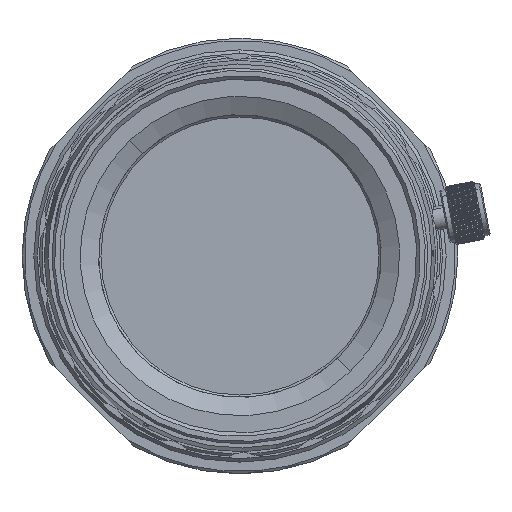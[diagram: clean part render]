
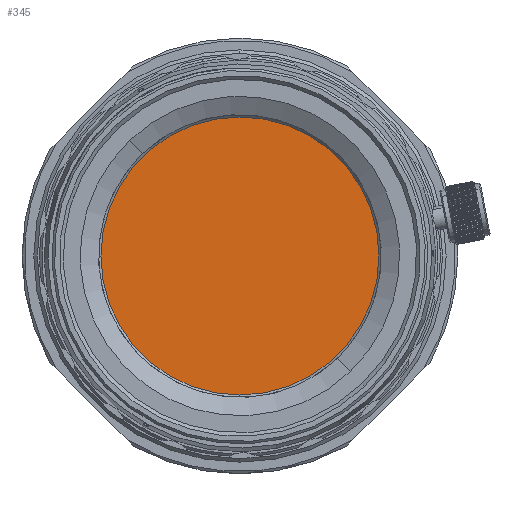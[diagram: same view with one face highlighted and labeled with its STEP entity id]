
A CAD part, left-side view. The second image highlights one B-rep face of the part: STEP entity #345.
In plain terms, the highlighted planar face has unit normal (-1, 0, 0).
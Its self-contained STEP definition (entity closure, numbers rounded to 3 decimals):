
#345 = ADVANCED_FACE ( 'NONE', ( #46645 ), #45195, .F. ) ;
#616 = AXIS2_PLACEMENT_3D ( 'NONE', #43969, #34389, #25205 ) ;
#938 = ORIENTED_EDGE ( 'NONE', *, *, #24731, .T. ) ;
#2424 = CARTESIAN_POINT ( 'NONE',  ( -14.46, 0., 0. ) ) ;
#9438 = CARTESIAN_POINT ( 'NONE',  ( -14.46, 0., 11.8 ) ) ;
#11336 = CIRCLE ( 'NONE', #616, 11.8 ) ;
#12171 = DIRECTION ( 'NONE',  ( 1., 0., 0. ) ) ;
#16863 = DIRECTION ( 'NONE',  ( 0., 0., -1. ) ) ;
#17271 = CARTESIAN_POINT ( 'NONE',  ( -14.46, 11.8, 0. ) ) ;
#18011 = CIRCLE ( 'NONE', #42838, 11.8 ) ;
#22088 = EDGE_CURVE ( 'NONE', #56923, #33155, #18011, .T. ) ;
#24731 = EDGE_CURVE ( 'NONE', #33155, #56923, #11336, .T. ) ;
#25205 = DIRECTION ( 'NONE',  ( 0., 0., 1. ) ) ;
#33155 = VERTEX_POINT ( 'NONE', #9438 ) ;
#34389 = DIRECTION ( 'NONE',  ( -1., 0., 0. ) ) ;
#35995 = AXIS2_PLACEMENT_3D ( 'NONE', #17271, #12171, #16863 ) ;
#39408 = DIRECTION ( 'NONE',  ( -1., 0., 0. ) ) ;
#41274 = EDGE_LOOP ( 'NONE', ( #938, #58915 ) ) ;
#42838 = AXIS2_PLACEMENT_3D ( 'NONE', #2424, #39408, #48989 ) ;
#43969 = CARTESIAN_POINT ( 'NONE',  ( -14.46, 0., 0. ) ) ;
#45195 = PLANE ( 'NONE',  #35995 ) ;
#46370 = CARTESIAN_POINT ( 'NONE',  ( -14.46, 0., -11.8 ) ) ;
#46645 = FACE_OUTER_BOUND ( 'NONE', #41274, .T. ) ;
#48989 = DIRECTION ( 'NONE',  ( 0., 0., 1. ) ) ;
#56923 = VERTEX_POINT ( 'NONE', #46370 ) ;
#58915 = ORIENTED_EDGE ( 'NONE', *, *, #22088, .T. ) ;
